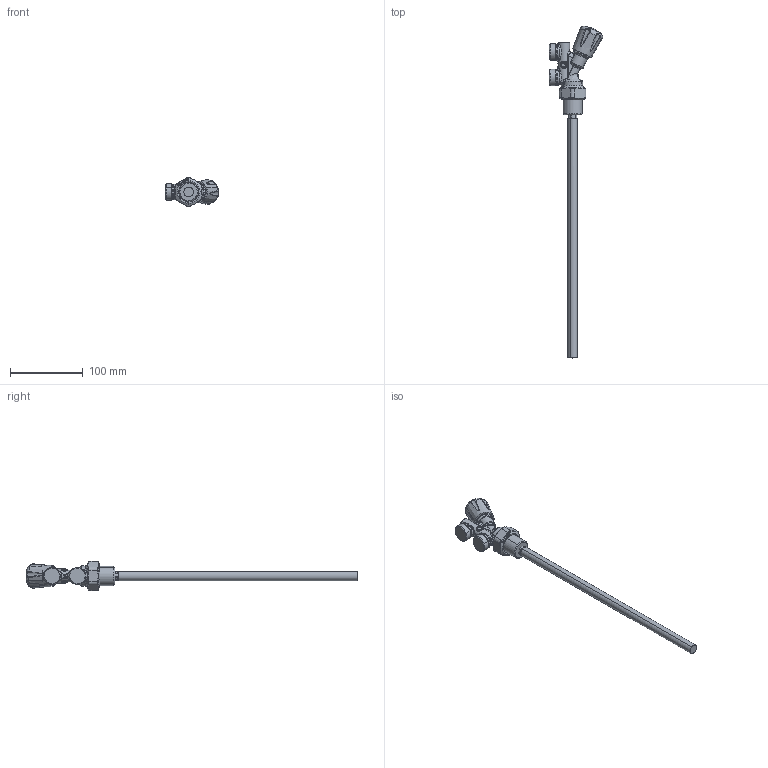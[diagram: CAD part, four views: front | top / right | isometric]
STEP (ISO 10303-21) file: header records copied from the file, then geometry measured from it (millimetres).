
FILE_DESCRIPTION(('CATIA V5 STEP Exchange'),'2;1');
FILE_NAME('STEP_456500_-_TST.stp','2018-09-27T14:28:40+00:00',('none'),('none'),'CATIA Version 5-6 Release 2016 SP4','CATIA V5 STEP AP203','none');
FILE_SCHEMA(('CONFIG_CONTROL_DESIGN'));
Length unit declared in the file: millimetre
Products named in the file (1): _4565000001_sw0001
Bounding box: 73.39 x 457.23 x 40.67 mm (x, y, z)
Surface area: 35102 mm2 (no closed solid volume)
Topology: 0 solids, 25 shells, 407 faces, 1470 edges, 1055 vertices
Faces by surface type: bspline 180, cylinder 87, cone 59, plane 40, torus 33, sphere 8
Entity records: 25595 total; most frequent: CARTESIAN_POINT 16643, ORIENTED_EDGE 2205, EDGE_CURVE 1458, VERTEX_POINT 1055, DIRECTION 938, B_SPLINE_CURVE_WITH_KNOTS 594, AXIS2_PLACEMENT_3D 443, ADVANCED_FACE 407
